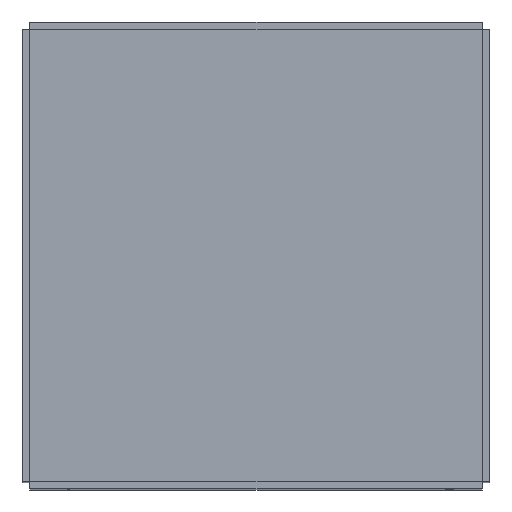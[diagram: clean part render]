
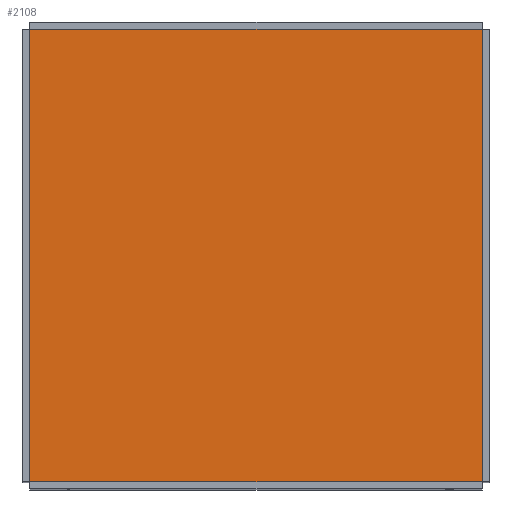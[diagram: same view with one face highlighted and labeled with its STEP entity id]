
A CAD part, top view. The second image highlights one B-rep face of the part: STEP entity #2108.
In plain terms, the highlighted planar face has unit normal (0, 0, 1).
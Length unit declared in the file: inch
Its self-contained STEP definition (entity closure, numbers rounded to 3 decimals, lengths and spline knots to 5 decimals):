
#146=FACE_OUTER_BOUND('',#278,.T.);
#278=EDGE_LOOP('',(#1713,#1714,#1715,#1716));
#503=LINE('',#3250,#779);
#508=LINE('',#3260,#784);
#510=LINE('',#3264,#786);
#512=LINE('',#3267,#788);
#779=VECTOR('',#2672,0.3937);
#784=VECTOR('',#2681,0.3937);
#786=VECTOR('',#2685,0.3937);
#788=VECTOR('',#2689,0.3937);
#995=VERTEX_POINT('',#3247);
#996=VERTEX_POINT('',#3249);
#999=VERTEX_POINT('',#3259);
#1000=VERTEX_POINT('',#3263);
#1239=EDGE_CURVE('',#996,#995,#503,.T.);
#1244=EDGE_CURVE('',#999,#996,#508,.T.);
#1246=EDGE_CURVE('',#1000,#999,#510,.T.);
#1248=EDGE_CURVE('',#995,#1000,#512,.T.);
#1713=ORIENTED_EDGE('',*,*,#1239,.T.);
#1714=ORIENTED_EDGE('',*,*,#1248,.T.);
#1715=ORIENTED_EDGE('',*,*,#1246,.T.);
#1716=ORIENTED_EDGE('',*,*,#1244,.T.);
#1976=PLANE('',#2273);
#2108=ADVANCED_FACE('',(#146),#1976,.T.);
#2273=AXIS2_PLACEMENT_3D('',#3268,#2690,#2691);
#2672=DIRECTION('',(0.,1.,0.));
#2681=DIRECTION('',(1.,0.,0.));
#2685=DIRECTION('',(0.,-1.,0.));
#2689=DIRECTION('',(-1.,0.,0.));
#2690=DIRECTION('center_axis',(0.,0.,1.));
#2691=DIRECTION('ref_axis',(1.,0.,0.));
#3247=CARTESIAN_POINT('',(24.,24.,34.875));
#3249=CARTESIAN_POINT('',(24.,0.,34.875));
#3250=CARTESIAN_POINT('',(24.,6.,34.875));
#3259=CARTESIAN_POINT('',(0.,0.,34.875));
#3260=CARTESIAN_POINT('',(6.,0.,34.875));
#3263=CARTESIAN_POINT('',(0.,24.,34.875));
#3264=CARTESIAN_POINT('',(0.,18.,34.875));
#3267=CARTESIAN_POINT('',(18.,24.,34.875));
#3268=CARTESIAN_POINT('Origin',(12.,12.,34.875));
